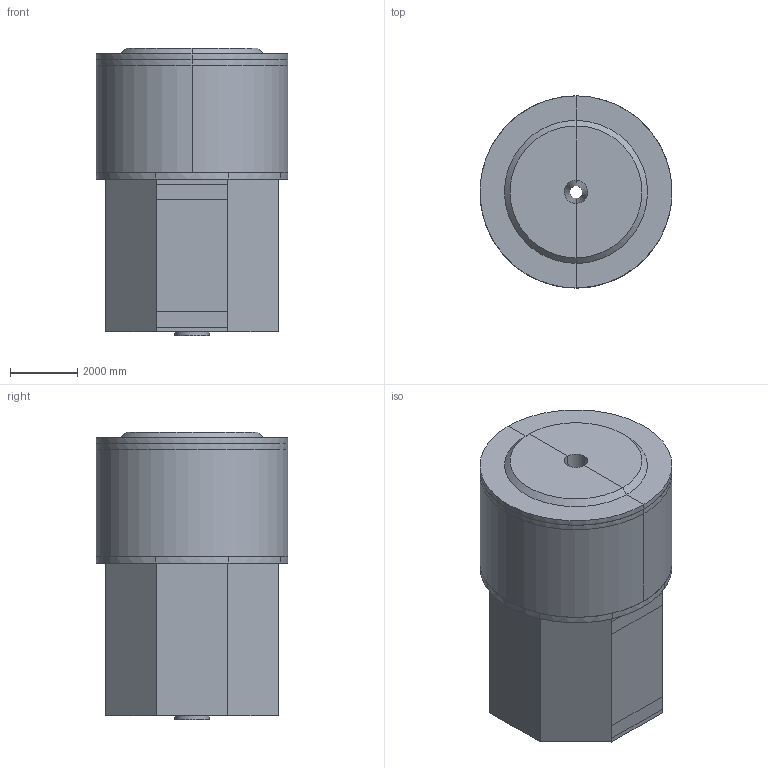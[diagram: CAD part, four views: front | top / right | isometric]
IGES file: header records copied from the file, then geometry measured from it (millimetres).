
Global section: file name: SoLID_Iron_Oct20_Update.igs; preprocessor: I-DEAS 3D IGES Translator 18; date: 20201102.172232; units: inch
Bounding box: 5725.8 x 5730.2 x 8571.2 mm (x, y, z)
Volume: 84887746475.7 mm3; surface area: 740073776.7 mm2
Topology: 52 solids, 52 shells, 371 faces, 800 edges, 533 vertices
Faces by surface type: bspline 371
